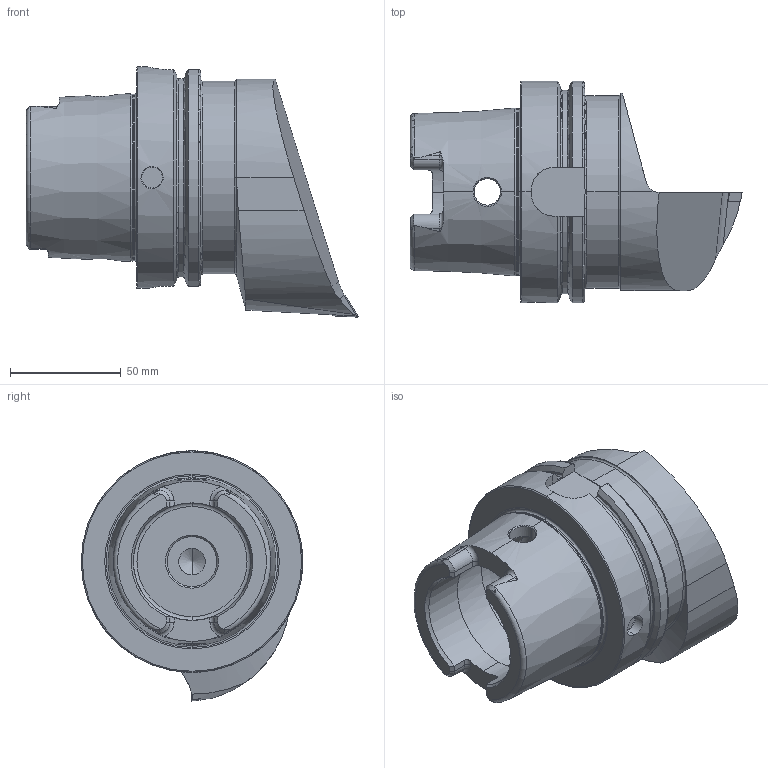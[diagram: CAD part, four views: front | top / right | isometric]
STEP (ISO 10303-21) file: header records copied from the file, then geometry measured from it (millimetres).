
FILE_DESCRIPTION (( 'STEP AP203' ), '1' );
FILE_NAME ('HA0.KDB.RJA.100.STEP', '2013-04-30T12:25:26', ( 'baer' ), ( 'Hewlett-Packard Company' ), 'SwSTEP 2.0', 'SolidWorks 2012', '' );
FILE_SCHEMA (( 'CONFIG_CONTROL_DESIGN' ));
Length unit declared in the file: millimetre
Products named in the file (5): HA0.KDB.RJA.100; KVT_MB_600_050; WCB-ER2.001.009_A; DCMT11T304; HA0-KDB.RJA.100_B_Fertigbearbeitung
Assembly tree (4 placements, depth 2):
  HA0.KDB.RJA.100
    HA0-KDB.RJA.100_B_Fertigbearbeitung
    DCMT11T304
    WCB-ER2.001.009_A
    KVT_MB_600_050
Bounding box: 149.91 x 100 x 113 mm (x, y, z)
Volume: 492044.6 mm3; surface area: 66081.6 mm2
Topology: 5 solids, 5 shells, 311 faces, 793 edges, 483 vertices
Faces by surface type: cylinder 93, cone 80, plane 73, torus 41, bspline 20, sphere 4
Entity records: 11760 total; most frequent: CARTESIAN_POINT 4149, ORIENTED_EDGE 1552, DIRECTION 1423, EDGE_CURVE 776, AXIS2_PLACEMENT_3D 574, VERTEX_POINT 480, EDGE_LOOP 326, FACE_OUTER_BOUND 311
